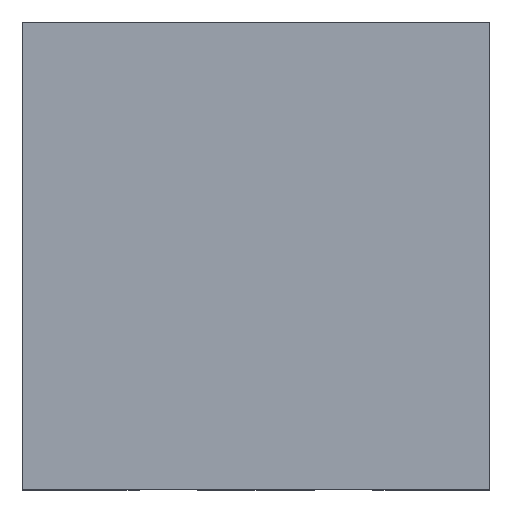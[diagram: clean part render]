
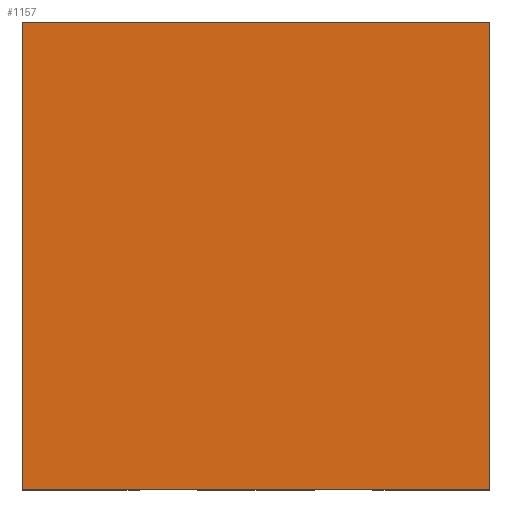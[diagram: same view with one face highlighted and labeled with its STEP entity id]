
A CAD part, top view. The second image highlights one B-rep face of the part: STEP entity #1157.
In plain terms, the highlighted planar face has unit normal (0, 0, 1).
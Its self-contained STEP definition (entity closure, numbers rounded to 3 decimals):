
#125=FACE_OUTER_BOUND('',#197,.T.);
#197=EDGE_LOOP('',(#989,#990,#991,#992));
#327=LINE('',#1866,#471);
#330=LINE('',#1872,#474);
#333=LINE('',#1878,#477);
#336=LINE('',#1882,#480);
#471=VECTOR('',#1543,10.);
#474=VECTOR('',#1548,10.);
#477=VECTOR('',#1553,10.);
#480=VECTOR('',#1558,10.);
#575=VERTEX_POINT('',#1863);
#576=VERTEX_POINT('',#1865);
#578=VERTEX_POINT('',#1871);
#580=VERTEX_POINT('',#1877);
#711=EDGE_CURVE('',#576,#575,#327,.T.);
#714=EDGE_CURVE('',#578,#576,#330,.T.);
#717=EDGE_CURVE('',#580,#578,#333,.T.);
#720=EDGE_CURVE('',#575,#580,#336,.T.);
#989=ORIENTED_EDGE('',*,*,#720,.T.);
#990=ORIENTED_EDGE('',*,*,#717,.T.);
#991=ORIENTED_EDGE('',*,*,#714,.T.);
#992=ORIENTED_EDGE('',*,*,#711,.T.);
#1085=PLANE('',#1279);
#1157=ADVANCED_FACE('',(#125),#1085,.T.);
#1279=AXIS2_PLACEMENT_3D('',#1883,#1559,#1560);
#1543=DIRECTION('',(-1.,0.,0.));
#1548=DIRECTION('',(0.,1.,0.));
#1553=DIRECTION('',(1.,0.,0.));
#1558=DIRECTION('',(0.,-1.,0.));
#1559=DIRECTION('center_axis',(0.,0.,1.));
#1560=DIRECTION('ref_axis',(1.,0.,0.));
#1863=CARTESIAN_POINT('',(-1.,1.,0.9));
#1865=CARTESIAN_POINT('',(1.,1.,0.9));
#1866=CARTESIAN_POINT('',(1.,1.,0.9));
#1871=CARTESIAN_POINT('',(1.,-1.,0.9));
#1872=CARTESIAN_POINT('',(1.,-0.5,0.9));
#1877=CARTESIAN_POINT('',(-1.,-1.,0.9));
#1878=CARTESIAN_POINT('',(-1.,-1.,0.9));
#1882=CARTESIAN_POINT('',(-1.,1.,0.9));
#1883=CARTESIAN_POINT('Origin',(0.,0.,0.9));
